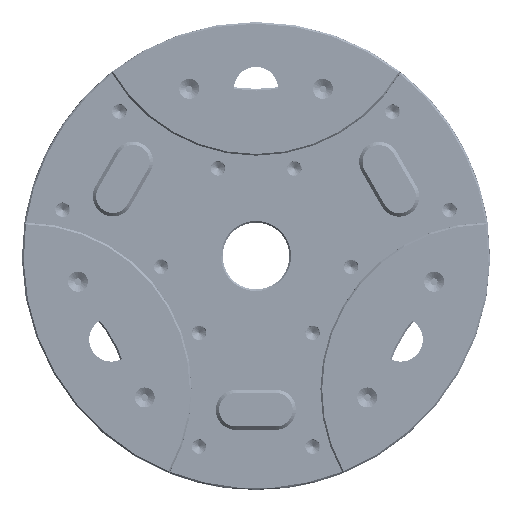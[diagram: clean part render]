
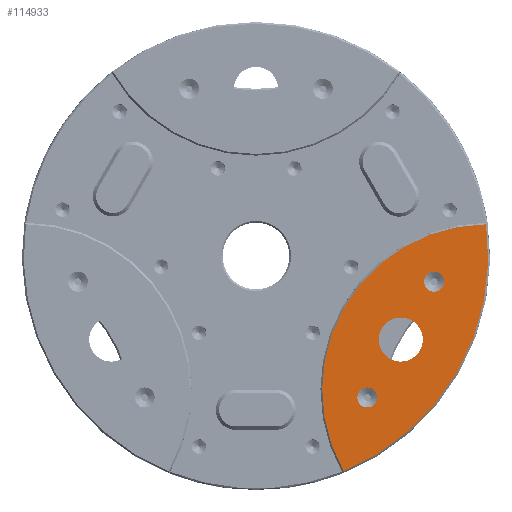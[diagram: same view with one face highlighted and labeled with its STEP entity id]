
A CAD part, front view. The second image highlights one B-rep face of the part: STEP entity #114933.
In plain terms, the highlighted planar face has unit normal (0, -1, 0).
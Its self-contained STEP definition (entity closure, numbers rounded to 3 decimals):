
#1000 = CIRCLE ( 'NONE', #202350, 1.5 ) ;
#6132 = VERTEX_POINT ( 'NONE', #164048 ) ;
#11704 = FACE_BOUND ( 'NONE', #205877, .T. ) ;
#15905 = CARTESIAN_POINT ( 'NONE',  ( 0., 0., 0. ) ) ;
#19423 = DIRECTION ( 'NONE',  ( 0., -1., 0. ) ) ;
#22020 = DIRECTION ( 'NONE',  ( 0., -1., 0. ) ) ;
#25410 = VERTEX_POINT ( 'NONE', #174343 ) ;
#27980 = CARTESIAN_POINT ( 'NONE',  ( 16.651, 0., -22.66 ) ) ;
#35364 = DIRECTION ( 'NONE',  ( 0., 1., 0. ) ) ;
#40267 = DIRECTION ( 'NONE',  ( 0., -1., 0. ) ) ;
#41512 = FACE_OUTER_BOUND ( 'NONE', #69278, .T. ) ;
#43446 = AXIS2_PLACEMENT_3D ( 'NONE', #117173, #22020, #97439 ) ;
#44462 = ORIENTED_EDGE ( 'NONE', *, *, #142558, .F. ) ;
#48764 = CARTESIAN_POINT ( 'NONE',  ( 21.651, 0., -12.5 ) ) ;
#49328 = EDGE_LOOP ( 'NONE', ( #55352, #49428 ) ) ;
#49428 = ORIENTED_EDGE ( 'NONE', *, *, #71471, .T. ) ;
#55352 = ORIENTED_EDGE ( 'NONE', *, *, #134718, .T. ) ;
#56422 = CARTESIAN_POINT ( 'NONE',  ( 26.651, 0., -3.84 ) ) ;
#64369 = ORIENTED_EDGE ( 'NONE', *, *, #109865, .T. ) ;
#65896 = CIRCLE ( 'NONE', #156570, 1.5 ) ;
#67036 = DIRECTION ( 'NONE',  ( 0., -1., 0. ) ) ;
#68678 = FACE_BOUND ( 'NONE', #49328, .T. ) ;
#69039 = VERTEX_POINT ( 'NONE', #195933 ) ;
#69278 = EDGE_LOOP ( 'NONE', ( #202592, #64369 ) ) ;
#71471 = EDGE_CURVE ( 'NONE', #222584, #69039, #144956, .T. ) ;
#76760 = EDGE_CURVE ( 'NONE', #201401, #208896, #65896, .T. ) ;
#85423 = VERTEX_POINT ( 'NONE', #154363 ) ;
#86931 = CIRCLE ( 'NONE', #43446, 24.75 ) ;
#94735 = CARTESIAN_POINT ( 'NONE',  ( 21.651, 0., -12.5 ) ) ;
#96444 = EDGE_CURVE ( 'NONE', #6132, #25410, #1000, .T. ) ;
#97439 = DIRECTION ( 'NONE',  ( 0., 0., 1. ) ) ;
#98405 = FACE_BOUND ( 'NONE', #130157, .T. ) ;
#99538 = CARTESIAN_POINT ( 'NONE',  ( 34.424, 0., 4.749 ) ) ;
#101234 = AXIS2_PLACEMENT_3D ( 'NONE', #48764, #126540, #105537 ) ;
#105537 = DIRECTION ( 'NONE',  ( 0., 0., 1. ) ) ;
#109865 = EDGE_CURVE ( 'NONE', #200051, #85423, #86931, .T. ) ;
#111927 = CARTESIAN_POINT ( 'NONE',  ( 21.651, 0., -15.8 ) ) ;
#112617 = ORIENTED_EDGE ( 'NONE', *, *, #76760, .F. ) ;
#114933 = ADVANCED_FACE ( 'NONE', ( #41512, #98405, #11704, #68678 ), #139211, .F. ) ;
#117173 = CARTESIAN_POINT ( 'NONE',  ( 34.641, 0., -20. ) ) ;
#121763 = CARTESIAN_POINT ( 'NONE',  ( 0., 0., 0. ) ) ;
#125631 = EDGE_CURVE ( 'NONE', #85423, #200051, #243627, .T. ) ;
#126540 = DIRECTION ( 'NONE',  ( 0., 1., 0. ) ) ;
#130157 = EDGE_LOOP ( 'NONE', ( #112617, #157116 ) ) ;
#133586 = CARTESIAN_POINT ( 'NONE',  ( 26.651, 0., -3.84 ) ) ;
#134718 = EDGE_CURVE ( 'NONE', #69039, #222584, #207897, .T. ) ;
#135005 = EDGE_CURVE ( 'NONE', #208896, #201401, #141038, .T. ) ;
#135779 = DIRECTION ( 'NONE',  ( 0., 0., 1. ) ) ;
#139211 = PLANE ( 'NONE',  #152383 ) ;
#141038 = CIRCLE ( 'NONE', #164587, 1.5 ) ;
#142558 = EDGE_CURVE ( 'NONE', #25410, #6132, #198720, .T. ) ;
#144956 = CIRCLE ( 'NONE', #168667, 3.3 ) ;
#152383 = AXIS2_PLACEMENT_3D ( 'NONE', #121763, #179889, #197125 ) ;
#154363 = CARTESIAN_POINT ( 'NONE',  ( 13.099, 0., -32.187 ) ) ;
#155543 = DIRECTION ( 'NONE',  ( 0., -1., 0. ) ) ;
#156570 = AXIS2_PLACEMENT_3D ( 'NONE', #188762, #19423, #239605 ) ;
#157116 = ORIENTED_EDGE ( 'NONE', *, *, #135005, .F. ) ;
#164048 = CARTESIAN_POINT ( 'NONE',  ( 26.651, 0., -5.34 ) ) ;
#164587 = AXIS2_PLACEMENT_3D ( 'NONE', #183120, #67036, #217844 ) ;
#164653 = AXIS2_PLACEMENT_3D ( 'NONE', #15905, #155543, #135779 ) ;
#166438 = DIRECTION ( 'NONE',  ( 0., 0., 1. ) ) ;
#168667 = AXIS2_PLACEMENT_3D ( 'NONE', #94735, #35364, #166438 ) ;
#174343 = CARTESIAN_POINT ( 'NONE',  ( 26.651, 0., -2.34 ) ) ;
#179889 = DIRECTION ( 'NONE',  ( 0., 1., 0. ) ) ;
#183120 = CARTESIAN_POINT ( 'NONE',  ( 16.651, 0., -21.16 ) ) ;
#188762 = CARTESIAN_POINT ( 'NONE',  ( 16.651, 0., -21.16 ) ) ;
#189132 = DIRECTION ( 'NONE',  ( 0., -1., 0. ) ) ;
#192068 = CARTESIAN_POINT ( 'NONE',  ( 16.651, 0., -19.66 ) ) ;
#195933 = CARTESIAN_POINT ( 'NONE',  ( 21.651, 0., -9.2 ) ) ;
#197125 = DIRECTION ( 'NONE',  ( 0., 0., 1. ) ) ;
#198720 = CIRCLE ( 'NONE', #214736, 1.5 ) ;
#198815 = ORIENTED_EDGE ( 'NONE', *, *, #96444, .F. ) ;
#200051 = VERTEX_POINT ( 'NONE', #99538 ) ;
#201401 = VERTEX_POINT ( 'NONE', #27980 ) ;
#202350 = AXIS2_PLACEMENT_3D ( 'NONE', #133586, #189132, #209002 ) ;
#202592 = ORIENTED_EDGE ( 'NONE', *, *, #125631, .T. ) ;
#205877 = EDGE_LOOP ( 'NONE', ( #198815, #44462 ) ) ;
#207897 = CIRCLE ( 'NONE', #101234, 3.3 ) ;
#208896 = VERTEX_POINT ( 'NONE', #192068 ) ;
#209002 = DIRECTION ( 'NONE',  ( 0., 0., -1. ) ) ;
#214736 = AXIS2_PLACEMENT_3D ( 'NONE', #56422, #40267, #227035 ) ;
#217844 = DIRECTION ( 'NONE',  ( 0., 0., -1. ) ) ;
#222584 = VERTEX_POINT ( 'NONE', #111927 ) ;
#227035 = DIRECTION ( 'NONE',  ( 0., 0., -1. ) ) ;
#239605 = DIRECTION ( 'NONE',  ( 0., 0., -1. ) ) ;
#243627 = CIRCLE ( 'NONE', #164653, 34.75 ) ;
